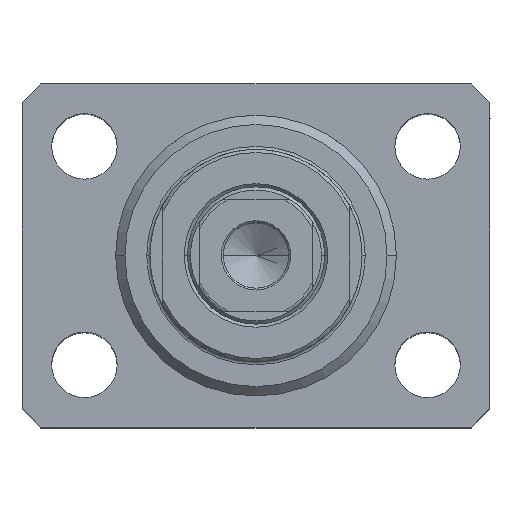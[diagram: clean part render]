
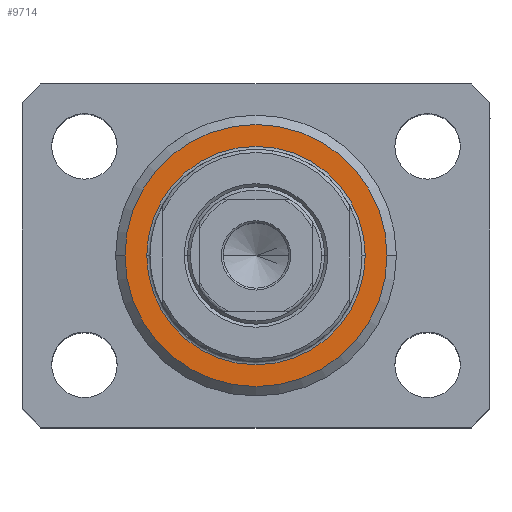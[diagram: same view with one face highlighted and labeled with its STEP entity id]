
A CAD part, top view. The second image highlights one B-rep face of the part: STEP entity #9714.
In plain terms, the highlighted face is planar.
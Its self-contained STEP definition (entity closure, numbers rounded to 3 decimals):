
#2096 = CIRCLE ( 'NONE', #41799, 21. ) ;
#2868 = EDGE_LOOP ( 'NONE', ( #14401, #4536 ) ) ;
#4136 = PLANE ( 'NONE',  #6807 ) ;
#4171 = DIRECTION ( 'NONE',  ( 1., 0., 0. ) ) ;
#4536 = ORIENTED_EDGE ( 'NONE', *, *, #37988, .T. ) ;
#4794 = DIRECTION ( 'NONE',  ( 1., 0., 0. ) ) ;
#4897 = CIRCLE ( 'NONE', #9129, 21. ) ;
#6807 = AXIS2_PLACEMENT_3D ( 'NONE', #14327, #11594, #4794 ) ;
#7289 = VERTEX_POINT ( 'NONE', #36447 ) ;
#8004 = CARTESIAN_POINT ( 'NONE',  ( 0., 0., 0. ) ) ;
#8946 = CIRCLE ( 'NONE', #43633, 17.5 ) ;
#9129 = AXIS2_PLACEMENT_3D ( 'NONE', #8004, #42389, #4171 ) ;
#9284 = ORIENTED_EDGE ( 'NONE', *, *, #32447, .T. ) ;
#9302 = ORIENTED_EDGE ( 'NONE', *, *, #39353, .T. ) ;
#9714 = ADVANCED_FACE ( 'NONE', ( #42803, #14767 ), #4136, .F. ) ;
#10173 = DIRECTION ( 'NONE',  ( 0., 0., 1. ) ) ;
#11133 = DIRECTION ( 'NONE',  ( 0., 0., -1. ) ) ;
#11594 = DIRECTION ( 'NONE',  ( 0., 0., 1. ) ) ;
#11993 = CARTESIAN_POINT ( 'NONE',  ( -17.5, 0., 0. ) ) ;
#13265 = EDGE_CURVE ( 'NONE', #28876, #27122, #8946, .T. ) ;
#14327 = CARTESIAN_POINT ( 'NONE',  ( 0., 0., 0. ) ) ;
#14401 = ORIENTED_EDGE ( 'NONE', *, *, #13265, .T. ) ;
#14767 = FACE_OUTER_BOUND ( 'NONE', #27003, .T. ) ;
#17468 = CARTESIAN_POINT ( 'NONE',  ( 17.5, 0., 0. ) ) ;
#20113 = DIRECTION ( 'NONE',  ( 1., 0., 0. ) ) ;
#24088 = VERTEX_POINT ( 'NONE', #35867 ) ;
#24658 = CARTESIAN_POINT ( 'NONE',  ( 0., 0., 0. ) ) ;
#25186 = CIRCLE ( 'NONE', #25900, 17.5 ) ;
#25900 = AXIS2_PLACEMENT_3D ( 'NONE', #36430, #40695, #20113 ) ;
#27003 = EDGE_LOOP ( 'NONE', ( #9284, #9302 ) ) ;
#27122 = VERTEX_POINT ( 'NONE', #11993 ) ;
#28782 = DIRECTION ( 'NONE',  ( 1., 0., 0. ) ) ;
#28876 = VERTEX_POINT ( 'NONE', #17468 ) ;
#32157 = CARTESIAN_POINT ( 'NONE',  ( 0., 0., 0. ) ) ;
#32447 = EDGE_CURVE ( 'NONE', #24088, #7289, #4897, .T. ) ;
#35867 = CARTESIAN_POINT ( 'NONE',  ( 21., 0., 0. ) ) ;
#36430 = CARTESIAN_POINT ( 'NONE',  ( 0., 0., 0. ) ) ;
#36447 = CARTESIAN_POINT ( 'NONE',  ( -21., 0., 0. ) ) ;
#37778 = DIRECTION ( 'NONE',  ( 1., 0., 0. ) ) ;
#37988 = EDGE_CURVE ( 'NONE', #27122, #28876, #25186, .T. ) ;
#39353 = EDGE_CURVE ( 'NONE', #7289, #24088, #2096, .T. ) ;
#40695 = DIRECTION ( 'NONE',  ( 0., 0., 1. ) ) ;
#41799 = AXIS2_PLACEMENT_3D ( 'NONE', #32157, #11133, #28782 ) ;
#42389 = DIRECTION ( 'NONE',  ( 0., 0., -1. ) ) ;
#42803 = FACE_BOUND ( 'NONE', #2868, .T. ) ;
#43633 = AXIS2_PLACEMENT_3D ( 'NONE', #24658, #10173, #37778 ) ;
